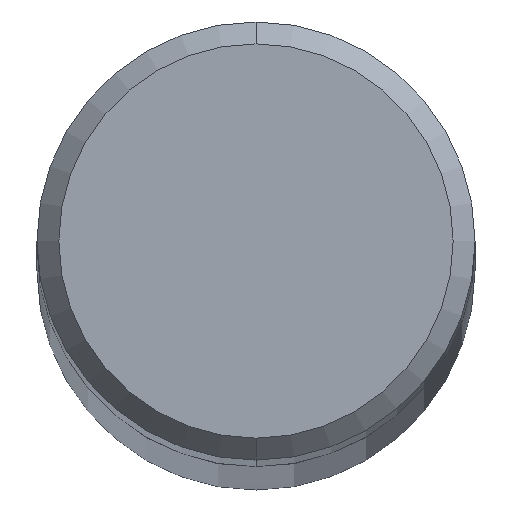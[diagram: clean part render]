
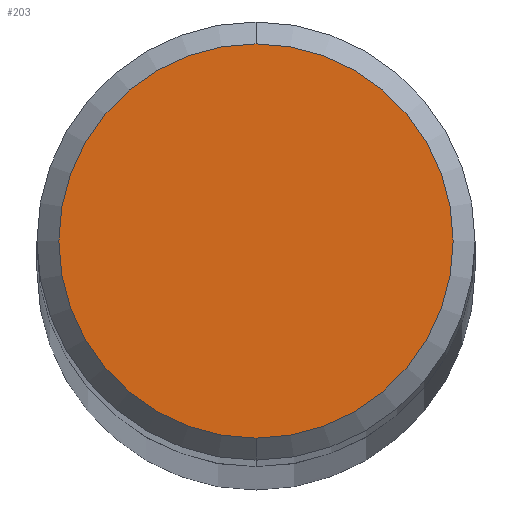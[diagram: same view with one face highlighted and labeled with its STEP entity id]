
A CAD part, top view. The second image highlights one B-rep face of the part: STEP entity #203.
In plain terms, the highlighted planar face has unit normal (0, 0, 1).
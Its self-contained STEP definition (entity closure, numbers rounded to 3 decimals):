
#203=ADVANCED_FACE('',(#484),#485,.T.);
#205=VERTEX_POINT('',#487);
#285=EDGE_CURVE('',#205,#339,#572,.T.);
#339=VERTEX_POINT('',#635);
#401=EDGE_CURVE('',#339,#205,#702,.T.);
#484=FACE_OUTER_BOUND('',#809,.T.);
#485=PLANE('',#810);
#487=CARTESIAN_POINT('',(0.,-3.6,0.0));
#572=CIRCLE('',#1017,3.6);
#635=CARTESIAN_POINT('',(0.0,3.6,0.0));
#702=CIRCLE('',#1292,3.6);
#809=EDGE_LOOP('',(#1389,#1390));
#810=AXIS2_PLACEMENT_3D('',#1391,#1392,#1393);
#1017=AXIS2_PLACEMENT_3D('',#1473,#1474,#1475);
#1292=AXIS2_PLACEMENT_3D('',#1630,#1631,#1632);
#1389=ORIENTED_EDGE('',*,*,#401,.F.);
#1390=ORIENTED_EDGE('',*,*,#285,.F.);
#1391=CARTESIAN_POINT('',(0.0,1.8,0.0));
#1392=DIRECTION('',(-0.0,0.0,1.0));
#1393=DIRECTION('',(0.0,-1.0,0.0));
#1473=CARTESIAN_POINT('',(0.0,0.0,0.0));
#1474=DIRECTION('',(0.0,0.0,-1.0));
#1475=DIRECTION('',(0.0,1.0,0.0));
#1630=CARTESIAN_POINT('',(0.0,0.0,0.0));
#1631=DIRECTION('',(0.0,0.0,-1.0));
#1632=DIRECTION('',(0.0,1.0,0.0));
